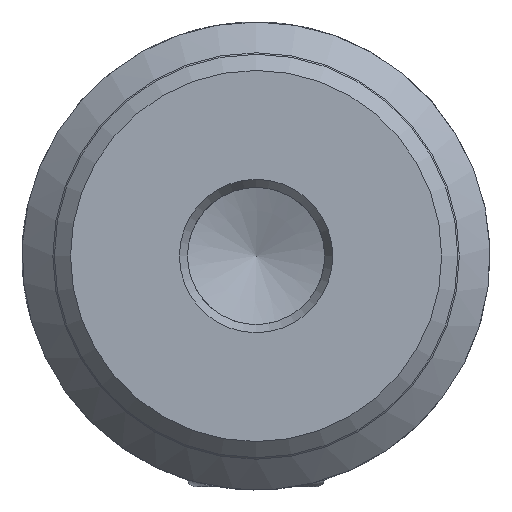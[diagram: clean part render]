
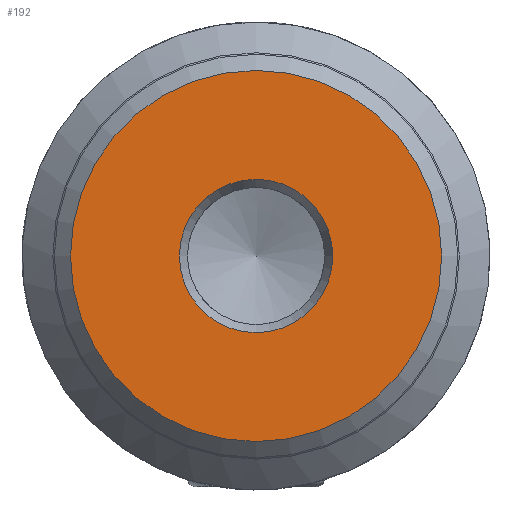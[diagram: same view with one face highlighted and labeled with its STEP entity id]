
A CAD part, left-side view. The second image highlights one B-rep face of the part: STEP entity #192.
In plain terms, the highlighted planar face has unit normal (-1, 0, 0).
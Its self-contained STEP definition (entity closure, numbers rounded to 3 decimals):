
#192 = ADVANCED_FACE ( 'NONE', ( #5193, #18656 ), #19427, .F. ) ;
#1331 = VERTEX_POINT ( 'NONE', #13926 ) ;
#2603 = CARTESIAN_POINT ( 'NONE',  ( -167.15, 0., 0. ) ) ;
#3175 = AXIS2_PLACEMENT_3D ( 'NONE', #20360, #9610, #22166 ) ;
#3378 = CARTESIAN_POINT ( 'NONE',  ( -167.15, 4.75, 0. ) ) ;
#5193 = FACE_BOUND ( 'NONE', #9442, .T. ) ;
#5743 = EDGE_CURVE ( 'NONE', #1331, #1331, #10243, .T. ) ;
#7815 = CIRCLE ( 'NONE', #3175, 11.5 ) ;
#8880 = VERTEX_POINT ( 'NONE', #11871 ) ;
#9442 = EDGE_LOOP ( 'NONE', ( #16851 ) ) ;
#9610 = DIRECTION ( 'NONE',  ( -1., 0., 0. ) ) ;
#10119 = ORIENTED_EDGE ( 'NONE', *, *, #12680, .T. ) ;
#10243 = CIRCLE ( 'NONE', #18139, 4.75 ) ;
#11400 = AXIS2_PLACEMENT_3D ( 'NONE', #3378, #23100, #14278 ) ;
#11871 = CARTESIAN_POINT ( 'NONE',  ( -167.15, 0., 11.5 ) ) ;
#12680 = EDGE_CURVE ( 'NONE', #8880, #8880, #7815, .T. ) ;
#13926 = CARTESIAN_POINT ( 'NONE',  ( -167.15, 0., 4.75 ) ) ;
#14278 = DIRECTION ( 'NONE',  ( 0., 0., -1. ) ) ;
#14647 = EDGE_LOOP ( 'NONE', ( #10119 ) ) ;
#15041 = DIRECTION ( 'NONE',  ( -1., 0., 0. ) ) ;
#15125 = DIRECTION ( 'NONE',  ( 0., 0., 1. ) ) ;
#16851 = ORIENTED_EDGE ( 'NONE', *, *, #5743, .F. ) ;
#18139 = AXIS2_PLACEMENT_3D ( 'NONE', #2603, #15041, #15125 ) ;
#18656 = FACE_OUTER_BOUND ( 'NONE', #14647, .T. ) ;
#19427 = PLANE ( 'NONE',  #11400 ) ;
#20360 = CARTESIAN_POINT ( 'NONE',  ( -167.15, 0., 0. ) ) ;
#22166 = DIRECTION ( 'NONE',  ( 0., 0., 1. ) ) ;
#23100 = DIRECTION ( 'NONE',  ( 1., 0., 0. ) ) ;
